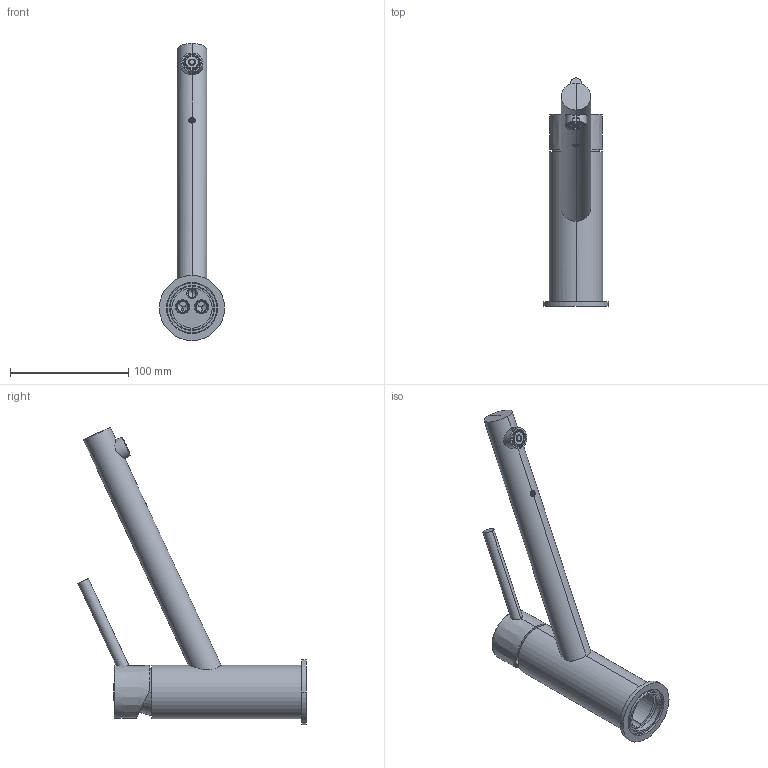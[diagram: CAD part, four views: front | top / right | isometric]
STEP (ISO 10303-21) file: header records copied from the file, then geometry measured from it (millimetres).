
FILE_DESCRIPTION((''),'2;1');
FILE_NAME('BI081CR','2021-11-03T15:40:05',('ut3'),('PAFFONI SpA'),'CREO PARAMETRIC BY PTC INC, 2020044','CREO PARAMETRIC BY PTC INC, 2020044','');
FILE_SCHEMA(('CONFIG_CONTROL_DESIGN','SHAPE_APPEARANCE_LAYERS_GROUPS'));
Length unit declared in the file: millimetre
Products named in the file (1): BI081CR
Bounding box: 55 x 192.84 x 251.2 mm (x, y, z)
Volume: 293302.1 mm3; surface area: 81297.1 mm2
Topology: 1 solids, 2 shells, 1087 faces, 2882 edges, 1803 vertices
Faces by surface type: plane 606, cylinder 256, torus 85, cone 72, bspline 44, sphere 24
Entity records: 46308 total; most frequent: CARTESIAN_POINT 12236, ORIENTED_EDGE 5724, DIRECTION 5340, EDGE_CURVE 2862, AXIS2_PLACEMENT_3D 1889, VERTEX_POINT 1803, VECTOR 1562, LINE 1562
